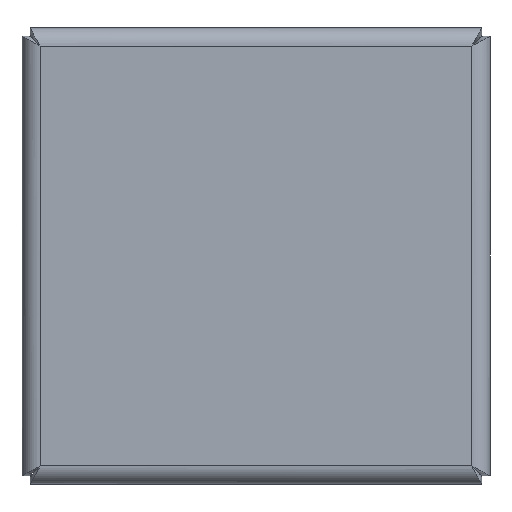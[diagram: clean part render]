
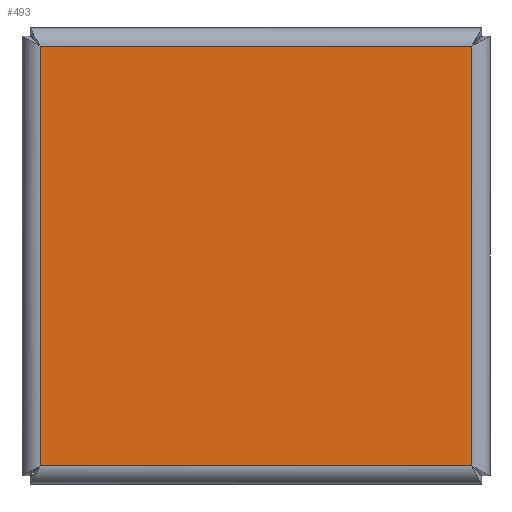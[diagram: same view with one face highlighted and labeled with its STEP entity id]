
A CAD part, front view. The second image highlights one B-rep face of the part: STEP entity #493.
In plain terms, the highlighted planar face has unit normal (0, -1, 0).
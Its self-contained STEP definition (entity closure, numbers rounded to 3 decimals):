
#50 = CARTESIAN_POINT ( 'NONE',  ( 55.3, 0., 58.5 ) ) ;
#54 = LINE ( 'NONE', #2089, #628 ) ;
#164 = VECTOR ( 'NONE', #343, 1000. ) ;
#307 = EDGE_CURVE ( 'NONE', #1132, #1775, #834, .T. ) ;
#343 = DIRECTION ( 'NONE',  ( -1., 0., 0. ) ) ;
#409 = DIRECTION ( 'NONE',  ( 0., 1., 0. ) ) ;
#493 = ADVANCED_FACE ( 'NONE', ( #632 ), #1174, .F. ) ;
#628 = VECTOR ( 'NONE', #1148, 1000. ) ;
#632 = FACE_OUTER_BOUND ( 'NONE', #1858, .T. ) ;
#665 = VERTEX_POINT ( 'NONE', #896 ) ;
#672 = EDGE_CURVE ( 'NONE', #1132, #1229, #1374, .T. ) ;
#677 = EDGE_CURVE ( 'NONE', #1775, #665, #2484, .T. ) ;
#794 = ORIENTED_EDGE ( 'NONE', *, *, #677, .F. ) ;
#821 = ORIENTED_EDGE ( 'NONE', *, *, #2042, .T. ) ;
#834 = LINE ( 'NONE', #1299, #2148 ) ;
#836 = ORIENTED_EDGE ( 'NONE', *, *, #307, .F. ) ;
#896 = CARTESIAN_POINT ( 'NONE',  ( -55.3, 0., -53.8 ) ) ;
#945 = VECTOR ( 'NONE', #2262, 1000. ) ;
#1000 = CARTESIAN_POINT ( 'NONE',  ( 55.3, 0., -53.8 ) ) ;
#1132 = VERTEX_POINT ( 'NONE', #1289 ) ;
#1148 = DIRECTION ( 'NONE',  ( 0., 0., -1. ) ) ;
#1174 = PLANE ( 'NONE',  #1933 ) ;
#1180 = DIRECTION ( 'NONE',  ( 0., 0., 1. ) ) ;
#1229 = VERTEX_POINT ( 'NONE', #2416 ) ;
#1289 = CARTESIAN_POINT ( 'NONE',  ( 55.3, 0., 53.8 ) ) ;
#1299 = CARTESIAN_POINT ( 'NONE',  ( 55.3, 0., 58.5 ) ) ;
#1311 = CARTESIAN_POINT ( 'NONE',  ( 55.3, 0., 53.8 ) ) ;
#1350 = DIRECTION ( 'NONE',  ( 0., 0., -1. ) ) ;
#1374 = LINE ( 'NONE', #1311, #945 ) ;
#1775 = VERTEX_POINT ( 'NONE', #1000 ) ;
#1791 = ORIENTED_EDGE ( 'NONE', *, *, #672, .T. ) ;
#1858 = EDGE_LOOP ( 'NONE', ( #821, #794, #836, #1791 ) ) ;
#1933 = AXIS2_PLACEMENT_3D ( 'NONE', #50, #409, #1180 ) ;
#2042 = EDGE_CURVE ( 'NONE', #1229, #665, #54, .T. ) ;
#2062 = CARTESIAN_POINT ( 'NONE',  ( 55.3, 0., -53.8 ) ) ;
#2089 = CARTESIAN_POINT ( 'NONE',  ( -55.3, 0., 58.5 ) ) ;
#2148 = VECTOR ( 'NONE', #1350, 1000. ) ;
#2262 = DIRECTION ( 'NONE',  ( -1., 0., 0. ) ) ;
#2416 = CARTESIAN_POINT ( 'NONE',  ( -55.3, 0., 53.8 ) ) ;
#2484 = LINE ( 'NONE', #2062, #164 ) ;
